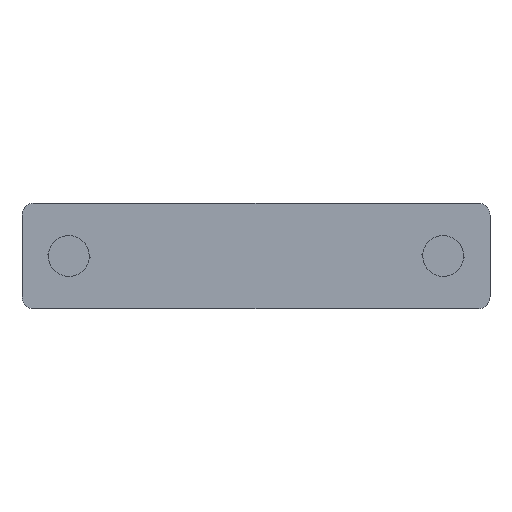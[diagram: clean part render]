
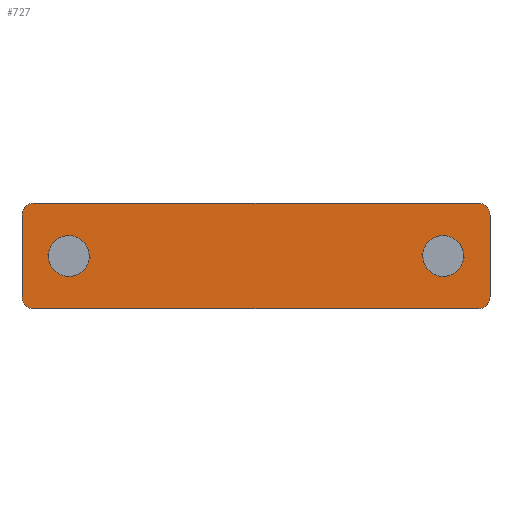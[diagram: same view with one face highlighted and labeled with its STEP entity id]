
A CAD part, front view. The second image highlights one B-rep face of the part: STEP entity #727.
In plain terms, the highlighted free-form (B-spline) face has degree [1, 1] with [2, 2] control points.
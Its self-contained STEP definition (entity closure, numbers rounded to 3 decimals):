
#62=CARTESIAN_POINT('',(-16.,-19.0,2.75));
#63=VERTEX_POINT('',#62);
#64=CARTESIAN_POINT('',(-14.255,-19.,4.363));
#65=VERTEX_POINT('',#64);
#66=CARTESIAN_POINT('',(-16.,-19.0,2.75));
#67=CARTESIAN_POINT('',(-14.382,-19.0,2.75));
#68=CARTESIAN_POINT('',(-14.255,-19.,4.363));
#76=(BOUNDED_CURVE()B_SPLINE_CURVE(2,(#66,#67,#68),.UNSPECIFIED.,.F.,.U.)B_SPLINE_CURVE_WITH_KNOTS((3,3),(0.0,0.236),.UNSPECIFIED.)CURVE()GEOMETRIC_REPRESENTATION_ITEM()RATIONAL_B_SPLINE_CURVE((1.0,0.723,0.97))REPRESENTATION_ITEM(''));
#77=EDGE_CURVE('',#63,#65,#76,.T.);
#118=CARTESIAN_POINT('',(-17.745,-19.,4.637));
#119=VERTEX_POINT('',#118);
#125=CARTESIAN_POINT('',(-17.745,-19.,4.637));
#126=CARTESIAN_POINT('',(-17.75,-19.0,4.569));
#127=CARTESIAN_POINT('',(-17.75,-19.0,4.5));
#128=CARTESIAN_POINT('',(-17.75,-19.,2.75));
#129=CARTESIAN_POINT('',(-16.,-19.0,2.75));
#137=(BOUNDED_CURVE()B_SPLINE_CURVE(2,(#125,#126,#127,#128,#129),.UNSPECIFIED.,.F.,.U.)B_SPLINE_CURVE_WITH_KNOTS((3,2,3),(0.736,0.75,1.0),.UNSPECIFIED.)CURVE()GEOMETRIC_REPRESENTATION_ITEM()RATIONAL_B_SPLINE_CURVE((0.97,0.984,1.0,0.707,1.0))REPRESENTATION_ITEM(''));
#138=EDGE_CURVE('',#119,#63,#137,.T.);
#161=CARTESIAN_POINT('',(-16.,-19.0,6.25));
#162=VERTEX_POINT('',#161);
#163=CARTESIAN_POINT('',(-14.255,-19.,4.363));
#164=CARTESIAN_POINT('',(-14.25,-19.,4.431));
#165=CARTESIAN_POINT('',(-14.25,-19.0,4.5));
#166=CARTESIAN_POINT('',(-14.25,-19.,6.25));
#167=CARTESIAN_POINT('',(-16.,-19.0,6.25));
#175=(BOUNDED_CURVE()B_SPLINE_CURVE(2,(#163,#164,#165,#166,#167),.UNSPECIFIED.,.F.,.U.)B_SPLINE_CURVE_WITH_KNOTS((3,2,3),(0.236,0.25,0.5),.UNSPECIFIED.)CURVE()GEOMETRIC_REPRESENTATION_ITEM()RATIONAL_B_SPLINE_CURVE((0.97,0.984,1.0,0.707,1.0))REPRESENTATION_ITEM(''));
#176=EDGE_CURVE('',#65,#162,#175,.T.);
#178=CARTESIAN_POINT('',(-16.,-19.0,6.25));
#179=CARTESIAN_POINT('',(-17.618,-19.,6.25));
#180=CARTESIAN_POINT('',(-17.745,-19.,4.637));
#188=(BOUNDED_CURVE()B_SPLINE_CURVE(2,(#178,#179,#180),.UNSPECIFIED.,.F.,.U.)B_SPLINE_CURVE_WITH_KNOTS((3,3),(0.5,0.736),.UNSPECIFIED.)CURVE()GEOMETRIC_REPRESENTATION_ITEM()RATIONAL_B_SPLINE_CURVE((1.0,0.723,0.97))REPRESENTATION_ITEM(''));
#189=EDGE_CURVE('',#162,#119,#188,.T.);
#244=CARTESIAN_POINT('',(16.,-19.0,2.75));
#245=VERTEX_POINT('',#244);
#246=CARTESIAN_POINT('',(17.745,-19.,4.363));
#247=VERTEX_POINT('',#246);
#248=CARTESIAN_POINT('',(16.,-19.0,2.75));
#249=CARTESIAN_POINT('',(17.618,-19.0,2.75));
#250=CARTESIAN_POINT('',(17.745,-19.,4.363));
#258=(BOUNDED_CURVE()B_SPLINE_CURVE(2,(#248,#249,#250),.UNSPECIFIED.,.F.,.U.)B_SPLINE_CURVE_WITH_KNOTS((3,3),(0.0,0.236),.UNSPECIFIED.)CURVE()GEOMETRIC_REPRESENTATION_ITEM()RATIONAL_B_SPLINE_CURVE((1.0,0.723,0.97))REPRESENTATION_ITEM(''));
#259=EDGE_CURVE('',#245,#247,#258,.T.);
#300=CARTESIAN_POINT('',(14.255,-19.,4.637));
#301=VERTEX_POINT('',#300);
#307=CARTESIAN_POINT('',(14.255,-19.,4.637));
#308=CARTESIAN_POINT('',(14.25,-19.0,4.569));
#309=CARTESIAN_POINT('',(14.25,-19.0,4.5));
#310=CARTESIAN_POINT('',(14.25,-19.,2.75));
#311=CARTESIAN_POINT('',(16.,-19.0,2.75));
#319=(BOUNDED_CURVE()B_SPLINE_CURVE(2,(#307,#308,#309,#310,#311),.UNSPECIFIED.,.F.,.U.)B_SPLINE_CURVE_WITH_KNOTS((3,2,3),(0.736,0.75,1.0),.UNSPECIFIED.)CURVE()GEOMETRIC_REPRESENTATION_ITEM()RATIONAL_B_SPLINE_CURVE((0.97,0.984,1.0,0.707,1.0))REPRESENTATION_ITEM(''));
#320=EDGE_CURVE('',#301,#245,#319,.T.);
#343=CARTESIAN_POINT('',(16.,-19.0,6.25));
#344=VERTEX_POINT('',#343);
#345=CARTESIAN_POINT('',(17.745,-19.,4.363));
#346=CARTESIAN_POINT('',(17.75,-19.,4.431));
#347=CARTESIAN_POINT('',(17.75,-19.0,4.5));
#348=CARTESIAN_POINT('',(17.75,-19.,6.25));
#349=CARTESIAN_POINT('',(16.,-19.0,6.25));
#357=(BOUNDED_CURVE()B_SPLINE_CURVE(2,(#345,#346,#347,#348,#349),.UNSPECIFIED.,.F.,.U.)B_SPLINE_CURVE_WITH_KNOTS((3,2,3),(0.236,0.25,0.5),.UNSPECIFIED.)CURVE()GEOMETRIC_REPRESENTATION_ITEM()RATIONAL_B_SPLINE_CURVE((0.97,0.984,1.0,0.707,1.0))REPRESENTATION_ITEM(''));
#358=EDGE_CURVE('',#247,#344,#357,.T.);
#360=CARTESIAN_POINT('',(16.,-19.0,6.25));
#361=CARTESIAN_POINT('',(14.382,-19.,6.25));
#362=CARTESIAN_POINT('',(14.255,-19.,4.637));
#370=(BOUNDED_CURVE()B_SPLINE_CURVE(2,(#360,#361,#362),.UNSPECIFIED.,.F.,.U.)B_SPLINE_CURVE_WITH_KNOTS((3,3),(0.5,0.736),.UNSPECIFIED.)CURVE()GEOMETRIC_REPRESENTATION_ITEM()RATIONAL_B_SPLINE_CURVE((1.0,0.723,0.97))REPRESENTATION_ITEM(''));
#371=EDGE_CURVE('',#344,#301,#370,.T.);
#422=CARTESIAN_POINT('',(-19.,-19.0,9.0));
#423=VERTEX_POINT('',#422);
#424=CARTESIAN_POINT('',(-20.,-19.0,8.0));
#425=VERTEX_POINT('',#424);
#426=CARTESIAN_POINT('',(-19.,-19.0,9.));
#427=CARTESIAN_POINT('',(-20.,-19.,9.));
#428=CARTESIAN_POINT('',(-20.,-19.0,8.0));
#436=(BOUNDED_CURVE()B_SPLINE_CURVE(2,(#426,#427,#428),.UNSPECIFIED.,.F.,.U.)CURVE()GEOMETRIC_REPRESENTATION_ITEM()QUASI_UNIFORM_CURVE()RATIONAL_B_SPLINE_CURVE((1.0,0.707,1.0))REPRESENTATION_ITEM(''));
#437=EDGE_CURVE('',#423,#425,#436,.T.);
#483=CARTESIAN_POINT('',(-20.,-19.0,1.0));
#484=VERTEX_POINT('',#483);
#485=CARTESIAN_POINT('',(-19.,-19.0,0.0));
#486=VERTEX_POINT('',#485);
#487=CARTESIAN_POINT('',(-20.,-19.0,1.0));
#488=CARTESIAN_POINT('',(-20.,-19.,0.0));
#489=CARTESIAN_POINT('',(-19.,-19.0,0.0));
#497=(BOUNDED_CURVE()B_SPLINE_CURVE(2,(#487,#488,#489),.UNSPECIFIED.,.F.,.U.)CURVE()GEOMETRIC_REPRESENTATION_ITEM()QUASI_UNIFORM_CURVE()RATIONAL_B_SPLINE_CURVE((1.0,0.707,1.0))REPRESENTATION_ITEM(''));
#498=EDGE_CURVE('',#484,#486,#497,.T.);
#561=CARTESIAN_POINT('',(20.,-19.0,1.0));
#562=VERTEX_POINT('',#561);
#568=CARTESIAN_POINT('',(19.,-19.0,0.0));
#569=VERTEX_POINT('',#568);
#570=CARTESIAN_POINT('',(19.,-19.0,0.0));
#571=CARTESIAN_POINT('',(20.,-19.,0.0));
#572=CARTESIAN_POINT('',(20.,-19.0,1.0));
#580=(BOUNDED_CURVE()B_SPLINE_CURVE(2,(#570,#571,#572),.UNSPECIFIED.,.F.,.U.)CURVE()GEOMETRIC_REPRESENTATION_ITEM()QUASI_UNIFORM_CURVE()RATIONAL_B_SPLINE_CURVE((1.0,0.707,1.0))REPRESENTATION_ITEM(''));
#581=EDGE_CURVE('',#569,#562,#580,.T.);
#622=CARTESIAN_POINT('',(19.,-19.0,9.0));
#623=VERTEX_POINT('',#622);
#629=CARTESIAN_POINT('',(20.,-19.0,8.0));
#630=VERTEX_POINT('',#629);
#631=CARTESIAN_POINT('',(20.,-19.0,8.0));
#632=CARTESIAN_POINT('',(20.,-19.,9.));
#633=CARTESIAN_POINT('',(19.,-19.0,9.));
#641=(BOUNDED_CURVE()B_SPLINE_CURVE(2,(#631,#632,#633),.UNSPECIFIED.,.F.,.U.)CURVE()GEOMETRIC_REPRESENTATION_ITEM()QUASI_UNIFORM_CURVE()RATIONAL_B_SPLINE_CURVE((1.0,0.707,1.0))REPRESENTATION_ITEM(''));
#642=EDGE_CURVE('',#630,#623,#641,.T.);
#657=CARTESIAN_POINT('',(19.,-19.0,9.0));
#658=CARTESIAN_POINT('',(-19.,-19.0,9.0));
#659=QUASI_UNIFORM_CURVE('',1,(#657,#658),.UNSPECIFIED.,.F.,.U.);
#660=EDGE_CURVE('',#623,#423,#659,.T.);
#683=CARTESIAN_POINT('',(19.,-19.0,0.0));
#684=CARTESIAN_POINT('',(-19.,-19.0,0.0));
#685=QUASI_UNIFORM_CURVE('',1,(#683,#684),.UNSPECIFIED.,.F.,.U.);
#686=EDGE_CURVE('',#569,#486,#685,.T.);
#692=CARTESIAN_POINT('',(-21.998,-19.0,-0.45));
#693=CARTESIAN_POINT('',(-21.998,-19.0,9.45));
#694=CARTESIAN_POINT('',(21.998,-19.0,-0.45));
#695=CARTESIAN_POINT('',(21.998,-19.0,9.45));
#696=B_SPLINE_SURFACE_WITH_KNOTS('',1,1,((#692,#694),(#693,#695)),.UNSPECIFIED.,.F.,.F.,.U.,(2,2),(2,2),(0.0,9.899),(0.0,43.996),.UNSPECIFIED.);
#697=CARTESIAN_POINT('',(20.,-19.0,1.0));
#698=CARTESIAN_POINT('',(20.,-19.0,8.0));
#699=QUASI_UNIFORM_CURVE('',1,(#697,#698),.UNSPECIFIED.,.F.,.U.);
#700=EDGE_CURVE('',#562,#630,#699,.T.);
#701=ORIENTED_EDGE('',*,*,#700,.T.);
#702=ORIENTED_EDGE('',*,*,#642,.T.);
#703=ORIENTED_EDGE('',*,*,#660,.T.);
#704=ORIENTED_EDGE('',*,*,#437,.T.);
#705=CARTESIAN_POINT('',(-20.,-19.0,1.0));
#706=CARTESIAN_POINT('',(-20.,-19.0,8.0));
#707=QUASI_UNIFORM_CURVE('',1,(#705,#706),.UNSPECIFIED.,.F.,.U.);
#708=EDGE_CURVE('',#484,#425,#707,.T.);
#709=ORIENTED_EDGE('',*,*,#708,.F.);
#710=ORIENTED_EDGE('',*,*,#498,.T.);
#711=ORIENTED_EDGE('',*,*,#686,.F.);
#712=ORIENTED_EDGE('',*,*,#581,.T.);
#713=EDGE_LOOP('',(#701,#702,#703,#704,#709,#710,#711,#712));
#714=FACE_OUTER_BOUND('',#713,.T.);
#715=ORIENTED_EDGE('',*,*,#371,.F.);
#716=ORIENTED_EDGE('',*,*,#358,.F.);
#717=ORIENTED_EDGE('',*,*,#259,.F.);
#718=ORIENTED_EDGE('',*,*,#320,.F.);
#719=EDGE_LOOP('',(#715,#716,#717,#718));
#720=FACE_BOUND('',#719,.T.);
#721=ORIENTED_EDGE('',*,*,#189,.F.);
#722=ORIENTED_EDGE('',*,*,#176,.F.);
#723=ORIENTED_EDGE('',*,*,#77,.F.);
#724=ORIENTED_EDGE('',*,*,#138,.F.);
#725=EDGE_LOOP('',(#721,#722,#723,#724));
#726=FACE_BOUND('',#725,.T.);
#727=ADVANCED_FACE('',(#714,#720,#726),#696,.F.);
